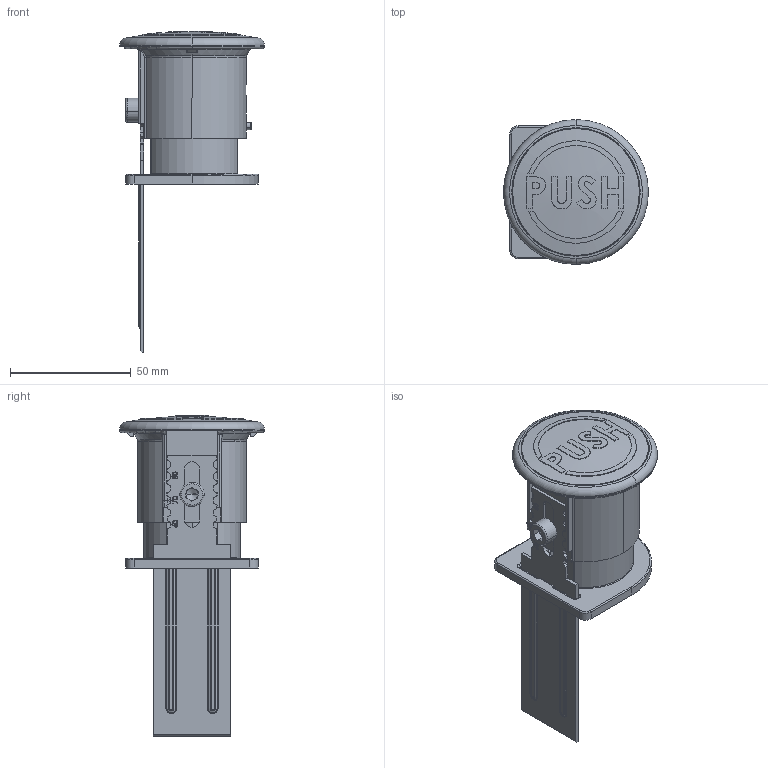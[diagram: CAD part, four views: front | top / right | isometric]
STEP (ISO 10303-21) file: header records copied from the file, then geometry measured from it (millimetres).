
FILE_DESCRIPTION(('STEP AP214'),'1');
FILE_NAME('fath_0957409s03.stp','2017-04-24T02:20:35',('TraceParts'),('TraceParts S.A.'),'Spatial InterOp 3D',' ',' ');
FILE_SCHEMA(('automotive_design'));
Length unit declared in the file: millimetre
Products named in the file (9): fath_0957409s03_1; fath_0957409s03_2; fath_0957409s03_3; fath_0957409s03_4; fath_0957409s03_5; fath_0957409s03_6; fath_0957409s03_7; fath_0957409s03_8; fath_0957409s03_9
Bounding box: 60 x 60 x 133.17 mm (x, y, z)
Volume: 51579 mm3; surface area: 49487.8 mm2
Topology: 9 solids, 9 shells, 1481 faces, 3633 edges, 2198 vertices
Faces by surface type: cylinder 391, plane 391, torus 336, bspline 276, cone 57, sphere 30
Entity records: 76201 total; most frequent: CARTESIAN_POINT 30570, ORIENTED_EDGE 7226, DIRECTION 6940, EDGE_CURVE 3613, AXIS2_PLACEMENT_3D 2783, VERTEX_POINT 2198, CIRCLE 1569, EDGE_LOOP 1553
